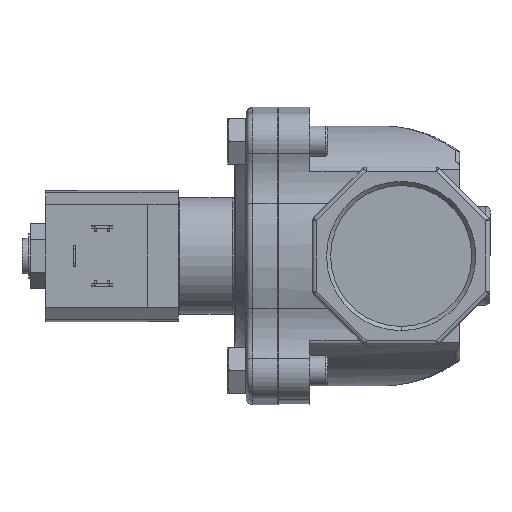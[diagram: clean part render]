
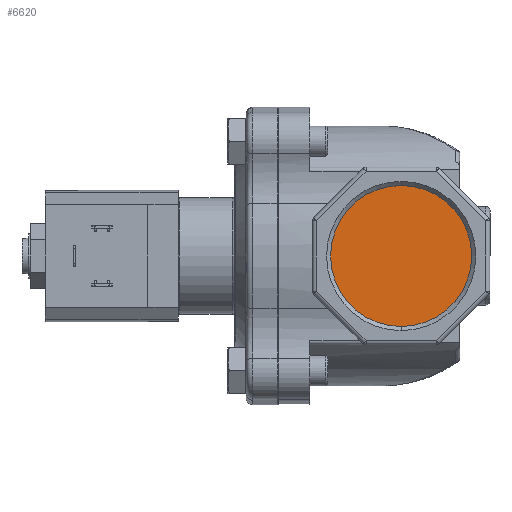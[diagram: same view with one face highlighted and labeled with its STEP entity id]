
A CAD part, left-side view. The second image highlights one B-rep face of the part: STEP entity #6620.
In plain terms, the highlighted planar face has unit normal (-1, 0, 0).
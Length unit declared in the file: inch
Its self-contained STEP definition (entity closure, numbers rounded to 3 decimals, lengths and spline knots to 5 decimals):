
#1262 = CARTESIAN_POINT ( 'NONE',  ( -0.6655, -1.495, -0.859 ) ) ;
#3689 = CIRCLE ( 'NONE', #6793, 0.859 ) ;
#3722 = CARTESIAN_POINT ( 'NONE',  ( -0.6655, -1.495, 0. ) ) ;
#3901 = DIRECTION ( 'NONE',  ( 0., 0., -1. ) ) ;
#5098 = EDGE_CURVE ( 'NONE', #9208, #24385, #3689, .T. ) ;
#5412 = ORIENTED_EDGE ( 'NONE', *, *, #5098, .F. ) ;
#5967 = FACE_OUTER_BOUND ( 'NONE', #26618, .T. ) ;
#6255 = CARTESIAN_POINT ( 'NONE',  ( -0.6655, -1.495, 0. ) ) ;
#6620 = ADVANCED_FACE ( 'NONE', ( #5967 ), #13307, .T. ) ;
#6793 = AXIS2_PLACEMENT_3D ( 'NONE', #18523, #18423, #27634 ) ;
#8559 = DIRECTION ( 'NONE',  ( 0., 0., -1. ) ) ;
#8930 = AXIS2_PLACEMENT_3D ( 'NONE', #6255, #17591, #8559 ) ;
#9208 = VERTEX_POINT ( 'NONE', #1262 ) ;
#10361 = ORIENTED_EDGE ( 'NONE', *, *, #24732, .F. ) ;
#13307 = PLANE ( 'NONE',  #8930 ) ;
#17512 = DIRECTION ( 'NONE',  ( 1., 0., 0. ) ) ;
#17591 = DIRECTION ( 'NONE',  ( -1., 0., 0. ) ) ;
#17811 = AXIS2_PLACEMENT_3D ( 'NONE', #3722, #17512, #3901 ) ;
#18423 = DIRECTION ( 'NONE',  ( 1., 0., 0. ) ) ;
#18523 = CARTESIAN_POINT ( 'NONE',  ( -0.6655, -1.495, 0. ) ) ;
#19974 = CARTESIAN_POINT ( 'NONE',  ( -0.6655, -1.495, 0.859 ) ) ;
#24385 = VERTEX_POINT ( 'NONE', #19974 ) ;
#24732 = EDGE_CURVE ( 'NONE', #24385, #9208, #25694, .T. ) ;
#25694 = CIRCLE ( 'NONE', #17811, 0.859 ) ;
#26618 = EDGE_LOOP ( 'NONE', ( #10361, #5412 ) ) ;
#27634 = DIRECTION ( 'NONE',  ( 0., 0., -1. ) ) ;
